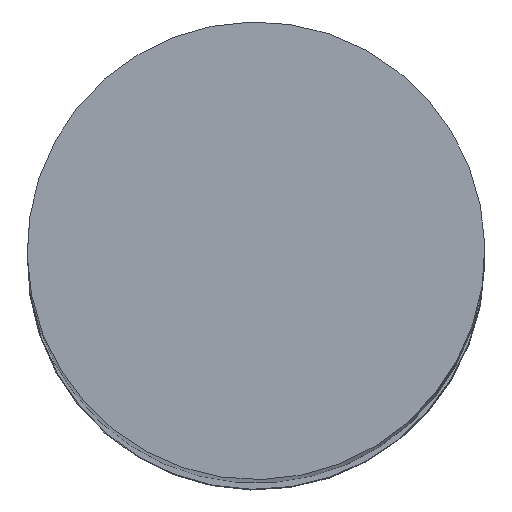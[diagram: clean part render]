
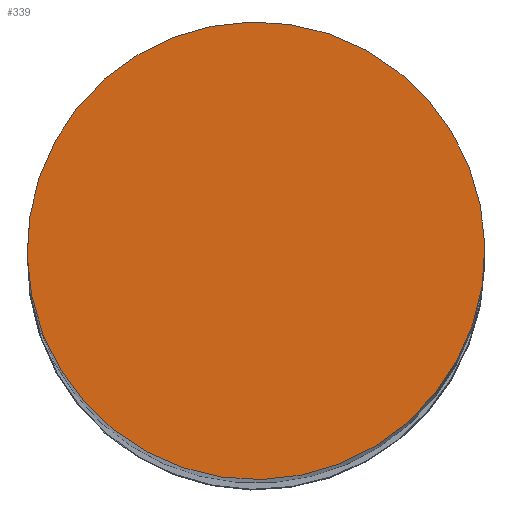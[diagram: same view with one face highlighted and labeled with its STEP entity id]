
A CAD part, top view. The second image highlights one B-rep face of the part: STEP entity #339.
In plain terms, the highlighted planar face has unit normal (0, 0, 1).
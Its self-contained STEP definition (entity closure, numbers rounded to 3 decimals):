
#112=CARTESIAN_POINT('',(0.,0.,220.));
#113=DIRECTION('',(0.,0.,1.));
#114=DIRECTION('',(0.878,-0.479,0.));
#115=AXIS2_PLACEMENT_3D('',#112,#113,#114);
#120=CARTESIAN_POINT('',(0.,0.,220.));
#121=DIRECTION('',(0.,0.,1.));
#122=DIRECTION('',(-0.878,0.479,0.));
#123=AXIS2_PLACEMENT_3D('',#120,#121,#122);
#269=CARTESIAN_POINT('',(-7.021,3.835,220.));
#271=VERTEX_POINT('',#269);
#276=CARTESIAN_POINT('',(7.021,-3.835,220.));
#277=VERTEX_POINT('',#276);
#330=CARTESIAN_POINT('',(0.,0.,220.));
#331=DIRECTION('',(0.,0.,-1.));
#332=DIRECTION('',(1.,0.,0.));
#333=AXIS2_PLACEMENT_3D('',#330,#331,#332);
#334=PLANE('',#333);
#335=ORIENTED_EDGE('',*,*,#322,.F.);
#336=ORIENTED_EDGE('',*,*,#305,.F.);
#337=EDGE_LOOP('',(#335,#336));
#338=FACE_OUTER_BOUND('',#337,.F.);
#339=ADVANCED_FACE('',(#338),#334,.F.);
#116=CIRCLE('',#115,8.);
#124=CIRCLE('',#123,8.);
#305=EDGE_CURVE('',#271,#277,#124,.T.);
#322=EDGE_CURVE('',#277,#271,#116,.T.);
